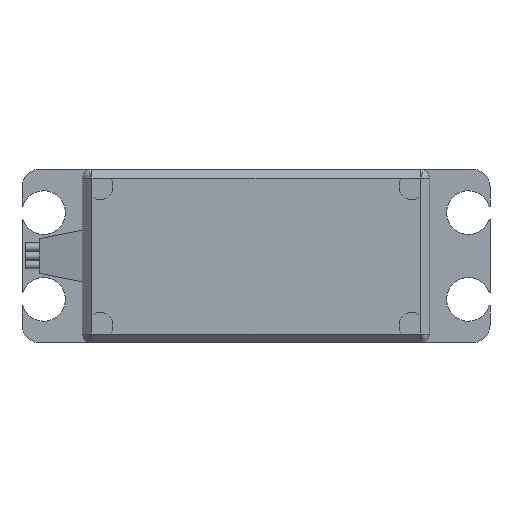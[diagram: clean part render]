
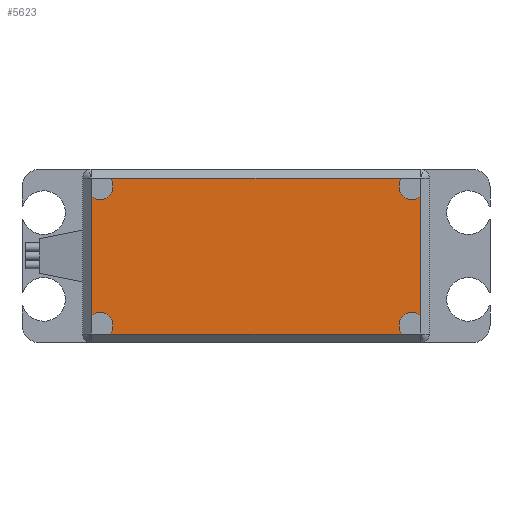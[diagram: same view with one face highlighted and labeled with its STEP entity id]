
A CAD part, front view. The second image highlights one B-rep face of the part: STEP entity #5623.
In plain terms, the highlighted planar face has unit normal (0, -1, 0).
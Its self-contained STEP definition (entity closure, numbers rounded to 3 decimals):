
#329=PLANE('',#6136);
#342=CIRCLE('',#5687,1.5);
#344=CIRCLE('',#5691,1.5);
#346=CIRCLE('',#5699,1.5);
#348=CIRCLE('',#5703,1.5);
#829=FACE_OUTER_BOUND('',#1145,.T.);
#1145=EDGE_LOOP('',(#5169,#5170,#5171,#5172,#5173,#5174,#5175,#5176));
#1740=LINE('',#10557,#2295);
#1743=LINE('',#10561,#2298);
#1746=LINE('',#10566,#2301);
#1749=LINE('',#10571,#2304);
#2295=VECTOR('',#7653,10.);
#2298=VECTOR('',#7658,10.);
#2301=VECTOR('',#7665,10.);
#2304=VECTOR('',#7672,10.);
#2368=VERTEX_POINT('',#8355);
#2371=VERTEX_POINT('',#8363);
#2373=VERTEX_POINT('',#8373);
#2374=VERTEX_POINT('',#8374);
#2380=VERTEX_POINT('',#8393);
#2383=VERTEX_POINT('',#8401);
#2385=VERTEX_POINT('',#8411);
#2386=VERTEX_POINT('',#8412);
#2895=EDGE_CURVE('',#2368,#2371,#342,.T.);
#2897=EDGE_CURVE('',#2373,#2374,#344,.T.);
#2913=EDGE_CURVE('',#2380,#2383,#346,.T.);
#2915=EDGE_CURVE('',#2385,#2386,#348,.T.);
#3583=EDGE_CURVE('',#2368,#2383,#1740,.T.);
#3586=EDGE_CURVE('',#2380,#2374,#1743,.T.);
#3589=EDGE_CURVE('',#2373,#2386,#1746,.T.);
#3592=EDGE_CURVE('',#2385,#2371,#1749,.T.);
#5169=ORIENTED_EDGE('',*,*,#2895,.T.);
#5170=ORIENTED_EDGE('',*,*,#3592,.F.);
#5171=ORIENTED_EDGE('',*,*,#2915,.T.);
#5172=ORIENTED_EDGE('',*,*,#3589,.F.);
#5173=ORIENTED_EDGE('',*,*,#2897,.T.);
#5174=ORIENTED_EDGE('',*,*,#3586,.F.);
#5175=ORIENTED_EDGE('',*,*,#2913,.T.);
#5176=ORIENTED_EDGE('',*,*,#3583,.F.);
#5623=ADVANCED_FACE('',(#829),#329,.F.);
#5687=AXIS2_PLACEMENT_3D('',#8369,#6276,#6277);
#5691=AXIS2_PLACEMENT_3D('',#8375,#6284,#6285);
#5699=AXIS2_PLACEMENT_3D('',#8407,#6314,#6315);
#5703=AXIS2_PLACEMENT_3D('',#8413,#6322,#6323);
#6136=AXIS2_PLACEMENT_3D('',#10575,#7678,#7679);
#6276=DIRECTION('center_axis',(0.,1.,0.));
#6277=DIRECTION('ref_axis',(1.,0.,0.));
#6284=DIRECTION('center_axis',(0.,1.,0.));
#6285=DIRECTION('ref_axis',(1.,0.,0.));
#6314=DIRECTION('center_axis',(0.,1.,0.));
#6315=DIRECTION('ref_axis',(1.,0.,0.));
#6322=DIRECTION('center_axis',(0.,1.,0.));
#6323=DIRECTION('ref_axis',(1.,0.,0.));
#7653=DIRECTION('',(0.,0.,1.));
#7658=DIRECTION('',(1.,0.,0.));
#7665=DIRECTION('',(0.,0.,-1.));
#7672=DIRECTION('',(-1.,0.,0.));
#7678=DIRECTION('center_axis',(0.,1.,0.));
#7679=DIRECTION('ref_axis',(1.,0.,0.));
#8355=CARTESIAN_POINT('',(-19.,0.,-6.882));
#8363=CARTESIAN_POINT('',(-16.882,0.,-9.));
#8369=CARTESIAN_POINT('Origin',(-18.,0.,-8.));
#8373=CARTESIAN_POINT('',(19.,0.,6.882));
#8374=CARTESIAN_POINT('',(16.882,0.,9.));
#8375=CARTESIAN_POINT('Origin',(18.,0.,8.));
#8393=CARTESIAN_POINT('',(-16.882,0.,9.));
#8401=CARTESIAN_POINT('',(-19.,0.,6.882));
#8407=CARTESIAN_POINT('Origin',(-18.,0.,8.));
#8411=CARTESIAN_POINT('',(16.882,0.,-9.));
#8412=CARTESIAN_POINT('',(19.,0.,-6.882));
#8413=CARTESIAN_POINT('Origin',(18.,0.,-8.));
#10557=CARTESIAN_POINT('',(-19.,0.,-4.5));
#10561=CARTESIAN_POINT('',(-9.5,0.,9.));
#10566=CARTESIAN_POINT('',(19.,0.,4.5));
#10571=CARTESIAN_POINT('',(9.5,0.,-9.));
#10575=CARTESIAN_POINT('Origin',(0.,0.,0.));
